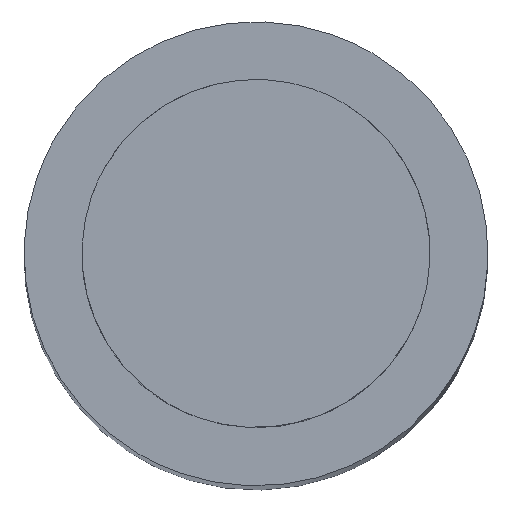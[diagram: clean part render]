
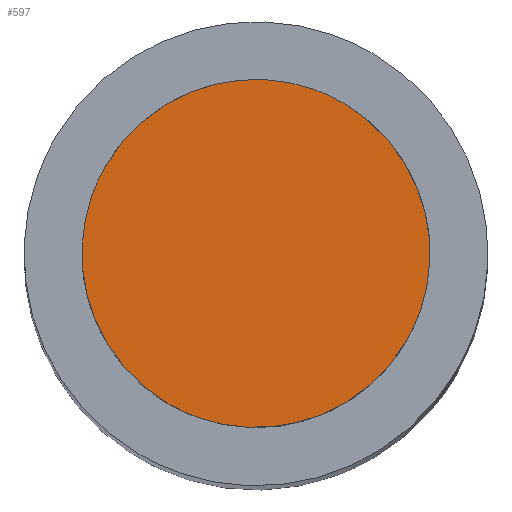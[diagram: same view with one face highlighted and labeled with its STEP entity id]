
A CAD part, top view. The second image highlights one B-rep face of the part: STEP entity #597.
In plain terms, the highlighted free-form (B-spline) face has degree [1, 1] with [2, 2] control points.
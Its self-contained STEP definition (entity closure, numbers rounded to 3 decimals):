
#2 = VERTEX_POINT ( 'NONE', #486 ) ;
#23 = CARTESIAN_POINT ( 'NONE',  ( 2830.489, 2225.13, 230. ) ) ;
#26 = CARTESIAN_POINT ( 'NONE',  ( 2809.999, 2219.639, 230. ) ) ;
#60 = CARTESIAN_POINT ( 'NONE',  ( 2823.209, 2211.32, 230. ) ) ;
#81 = CARTESIAN_POINT ( 'NONE',  ( 2804.509, 2240.13, 230. ) ) ;
#96 = EDGE_CURVE ( 'NONE', #245, #213, #110, .T. ) ;
#105 = ORIENTED_EDGE ( 'NONE', *, *, #418, .F. ) ;
#110 =( BOUNDED_CURVE ( )  B_SPLINE_CURVE ( 2, ( #405, #541, #311 ),
 .UNSPECIFIED., .F., .F. ) 
 B_SPLINE_CURVE_WITH_KNOTS ( ( 3, 3 ),
 ( 90., 180. ),
 .UNSPECIFIED. ) 
 CURVE ( )  GEOMETRIC_REPRESENTATION_ITEM ( )  RATIONAL_B_SPLINE_CURVE ( ( 1., 0.707, 1. ) ) 
 REPRESENTATION_ITEM ( '' )  );
#119 =( BOUNDED_CURVE ( )  B_SPLINE_CURVE ( 2, ( #81, #141, #326 ),
 .UNSPECIFIED., .F., .F. ) 
 B_SPLINE_CURVE_WITH_KNOTS ( ( 3, 3 ),
 ( 180., 270. ),
 .UNSPECIFIED. ) 
 CURVE ( )  GEOMETRIC_REPRESENTATION_ITEM ( )  RATIONAL_B_SPLINE_CURVE ( ( 1., 0.707, 1. ) ) 
 REPRESENTATION_ITEM ( '' )  );
#141 = CARTESIAN_POINT ( 'NONE',  ( 2812.009, 2253.12, 230. ) ) ;
#161 = CARTESIAN_POINT ( 'NONE',  ( 2824.999, 2245.62, 230. ) ) ;
#177 = CARTESIAN_POINT ( 'NONE',  ( 2804.509, 2240.13, 230. ) ) ;
#179 = EDGE_LOOP ( 'NONE', ( #488, #355, #105, #292 ) ) ;
#213 = VERTEX_POINT ( 'NONE', #177 ) ;
#228 = EDGE_CURVE ( 'NONE', #619, #245, #341, .T. ) ;
#245 = VERTEX_POINT ( 'NONE', #26 ) ;
#248 = CARTESIAN_POINT ( 'NONE',  ( 2830.489, 2225.13, 230. ) ) ;
#252 = EDGE_CURVE ( 'NONE', #213, #2, #119, .T. ) ;
#258 = CARTESIAN_POINT ( 'NONE',  ( 2837.989, 2238.12, 230. ) ) ;
#292 = ORIENTED_EDGE ( 'NONE', *, *, #252, .F. ) ;
#311 = CARTESIAN_POINT ( 'NONE',  ( 2804.509, 2240.13, 230. ) ) ;
#326 = CARTESIAN_POINT ( 'NONE',  ( 2824.999, 2245.62, 230. ) ) ;
#336 =( BOUNDED_CURVE ( )  B_SPLINE_CURVE ( 2, ( #161, #258, #586 ),
 .UNSPECIFIED., .F., .F. ) 
 B_SPLINE_CURVE_WITH_KNOTS ( ( 3, 3 ),
 ( 270., 360. ),
 .UNSPECIFIED. ) 
 CURVE ( )  GEOMETRIC_REPRESENTATION_ITEM ( )  RATIONAL_B_SPLINE_CURVE ( ( 1., 0.707, 1. ) ) 
 REPRESENTATION_ITEM ( '' )  );
#341 =( BOUNDED_CURVE ( )  B_SPLINE_CURVE ( 2, ( #23, #369, #594 ),
 .UNSPECIFIED., .F., .F. ) 
 B_SPLINE_CURVE_WITH_KNOTS ( ( 3, 3 ),
 ( 0., 90. ),
 .UNSPECIFIED. ) 
 CURVE ( )  GEOMETRIC_REPRESENTATION_ITEM ( )  RATIONAL_B_SPLINE_CURVE ( ( 1., 0.707, 1. ) ) 
 REPRESENTATION_ITEM ( '' )  );
#352 = CARTESIAN_POINT ( 'NONE',  ( 2811.789, 2253.94, 230. ) ) ;
#355 = ORIENTED_EDGE ( 'NONE', *, *, #228, .F. ) ;
#369 = CARTESIAN_POINT ( 'NONE',  ( 2822.989, 2212.139, 230. ) ) ;
#405 = CARTESIAN_POINT ( 'NONE',  ( 2809.999, 2219.639, 230. ) ) ;
#418 = EDGE_CURVE ( 'NONE', #2, #619, #336, .T. ) ;
#427 = FACE_OUTER_BOUND ( 'NONE', #179, .T. ) ;
#449 = CARTESIAN_POINT ( 'NONE',  ( 2838.809, 2238.34, 230. ) ) ;
#486 = CARTESIAN_POINT ( 'NONE',  ( 2824.999, 2245.62, 230. ) ) ;
#488 = ORIENTED_EDGE ( 'NONE', *, *, #96, .F. ) ;
#541 = CARTESIAN_POINT ( 'NONE',  ( 2797.009, 2227.139, 230. ) ) ;
#583 = CARTESIAN_POINT ( 'NONE',  ( 2796.189, 2226.92, 230. ) ) ;
#586 = CARTESIAN_POINT ( 'NONE',  ( 2830.489, 2225.13, 230. ) ) ;
#594 = CARTESIAN_POINT ( 'NONE',  ( 2809.999, 2219.639, 230. ) ) ;
#597 = ADVANCED_FACE ( 'NONE', ( #427 ), #614, .T. ) ;
#614 = B_SPLINE_SURFACE_WITH_KNOTS ( 'NONE', 1, 1, ( 
 ( #583, #352 ),
 ( #60, #449 ) ),
 .UNSPECIFIED., .F., .F., .F.,
 ( 2, 2 ),
 ( 2, 2 ),
 ( -15.6, 15.6 ),
 ( -15.6, 15.6 ),
 .UNSPECIFIED. ) ;
#619 = VERTEX_POINT ( 'NONE', #248 ) ;
